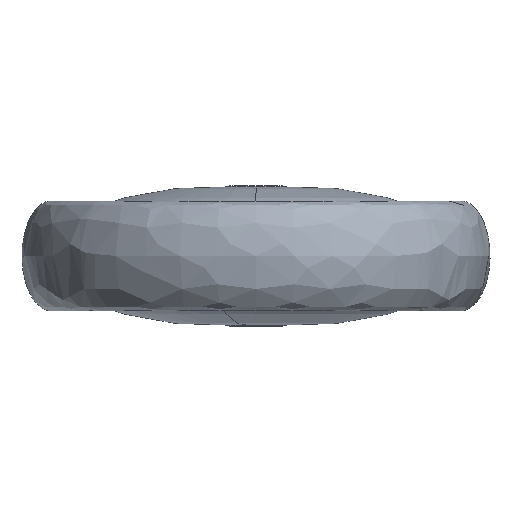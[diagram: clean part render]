
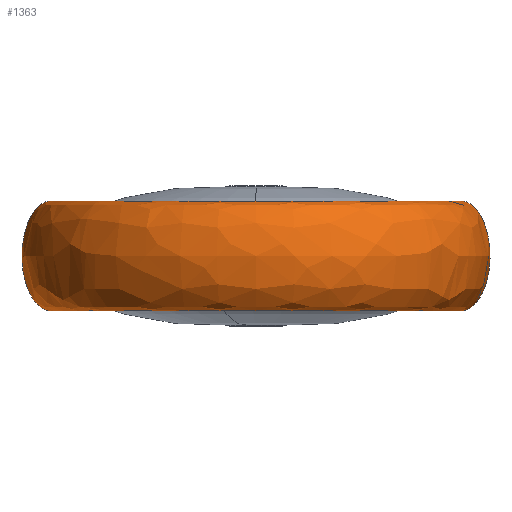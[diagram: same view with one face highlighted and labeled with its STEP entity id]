
A CAD part, left-side view. The second image highlights one B-rep face of the part: STEP entity #1363.
In plain terms, the highlighted free-form (B-spline) face has degree [3, 3] with [4, 4] control points.
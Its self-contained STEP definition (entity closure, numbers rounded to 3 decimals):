
#109 = CARTESIAN_POINT ( 'NONE',  ( -174.454, -87.5, 23.5 ) ) ;
#119 = CARTESIAN_POINT ( 'NONE',  ( 0.546, -87.5, 23.5 ) ) ;
#147 = CARTESIAN_POINT ( 'NONE',  ( 0.546, 112.5, -23.5 ) ) ;
#168 = CARTESIAN_POINT ( 'NONE',  ( -224.454, 112.5, 23.5 ) ) ;
#351 = DIRECTION ( 'NONE',  ( 0., 0., -1. ) ) ;
#548 = CARTESIAN_POINT ( 'NONE',  ( 0.546, -112.5, -23.5 ) ) ;
#677 = CARTESIAN_POINT ( 'NONE',  ( 0.546, 0., -23.5 ) ) ;
#947 = VERTEX_POINT ( 'NONE', #2224 ) ;
#949 = CARTESIAN_POINT ( 'NONE',  ( 0.546, -87.5, -23.5 ) ) ;
#956 = CARTESIAN_POINT ( 'NONE',  ( -224.454, 112.5, -23.5 ) ) ;
#985 = VERTEX_POINT ( 'NONE', #3227 ) ;
#1105 = CARTESIAN_POINT ( 'NONE',  ( 0.546, 112.5, 23.5 ) ) ;
#1231 = ORIENTED_EDGE ( 'NONE', *, *, #2925, .F. ) ;
#1363 = ADVANCED_FACE ( 'NONE', ( #2843 ), #3098, .T. ) ;
#1392 = VERTEX_POINT ( 'NONE', #3491 ) ;
#1742 = AXIS2_PLACEMENT_3D ( 'NONE', #2285, #1881, #3535 ) ;
#1761 = CARTESIAN_POINT ( 'NONE',  ( -174.454, 87.5, -23.5 ) ) ;
#1878 = VERTEX_POINT ( 'NONE', #4093 ) ;
#1881 = DIRECTION ( 'NONE',  ( 0., 0., -1. ) ) ;
#1951 = CARTESIAN_POINT ( 'NONE',  ( 0.546, 112.5, -23.5 ) ) ;
#2182 = CARTESIAN_POINT ( 'NONE',  ( 0.546, -87.5, 23.5 ) ) ;
#2224 = CARTESIAN_POINT ( 'NONE',  ( 0.546, 87.5, 23.5 ) ) ;
#2285 = CARTESIAN_POINT ( 'NONE',  ( 0.546, 0., 23.5 ) ) ;
#2296 =( BOUNDED_CURVE ( )  B_SPLINE_CURVE ( 3, ( #949, #4232, #2989, #119 ),
 .UNSPECIFIED., .F., .F. ) 
 B_SPLINE_CURVE_WITH_KNOTS ( ( 4, 4 ),
 ( 0., 1. ),
 .UNSPECIFIED. ) 
 CURVE ( )  GEOMETRIC_REPRESENTATION_ITEM ( )  RATIONAL_B_SPLINE_CURVE ( ( 1., 0.333, 0.333, 1. ) ) 
 REPRESENTATION_ITEM ( '' )  );
#2328 = DIRECTION ( 'NONE',  ( -1., 0., 0. ) ) ;
#2632 = EDGE_LOOP ( 'NONE', ( #3524, #4988, #3252, #1231 ) ) ;
#2661 = CARTESIAN_POINT ( 'NONE',  ( 0.546, -112.5, 23.5 ) ) ;
#2698 = AXIS2_PLACEMENT_3D ( 'NONE', #677, #351, #2328 ) ;
#2715 = CARTESIAN_POINT ( 'NONE',  ( -174.454, -87.5, -23.5 ) ) ;
#2729 = CIRCLE ( 'NONE', #1742, 87.5 ) ;
#2843 = FACE_OUTER_BOUND ( 'NONE', #2632, .T. ) ;
#2925 = EDGE_CURVE ( 'NONE', #1392, #947, #3718, .T. ) ;
#2989 = CARTESIAN_POINT ( 'NONE',  ( 0.546, -112.5, 23.5 ) ) ;
#3019 = CARTESIAN_POINT ( 'NONE',  ( 0.546, 87.5, 23.5 ) ) ;
#3072 = CARTESIAN_POINT ( 'NONE',  ( -224.454, -112.5, 23.5 ) ) ;
#3093 = CARTESIAN_POINT ( 'NONE',  ( 0.546, 112.5, 23.5 ) ) ;
#3098 =( BOUNDED_SURFACE ( )  B_SPLINE_SURFACE ( 3, 3, ( 
 ( #4350, #2715, #1761, #3882 ),
 ( #548, #4650, #956, #147 ),
 ( #2661, #3072, #168, #3093 ),
 ( #2182, #109, #4728, #3019 ) ),
 .UNSPECIFIED., .F., .F., .F. ) 
 B_SPLINE_SURFACE_WITH_KNOTS ( ( 4, 4 ),
 ( 4, 4 ),
 ( 0., 1. ),
 ( 0., 1. ),
 .UNSPECIFIED. ) 
 GEOMETRIC_REPRESENTATION_ITEM ( )  RATIONAL_B_SPLINE_SURFACE ( (
 ( 1., 0.333, 0.333, 1.),
 ( 0.333, 0.111, 0.111, 0.333),
 ( 0.333, 0.111, 0.111, 0.333),
 ( 1., 0.333, 0.333, 1.) ) ) 
 REPRESENTATION_ITEM ( '' )  SURFACE ( )  );
#3154 = CARTESIAN_POINT ( 'NONE',  ( 0.546, 87.5, -23.5 ) ) ;
#3227 = CARTESIAN_POINT ( 'NONE',  ( 0.546, -87.5, -23.5 ) ) ;
#3252 = ORIENTED_EDGE ( 'NONE', *, *, #3338, .T. ) ;
#3302 = EDGE_CURVE ( 'NONE', #985, #1878, #2296, .T. ) ;
#3338 = EDGE_CURVE ( 'NONE', #1878, #947, #2729, .T. ) ;
#3457 = EDGE_CURVE ( 'NONE', #985, #1392, #4784, .T. ) ;
#3491 = CARTESIAN_POINT ( 'NONE',  ( 0.546, 87.5, -23.5 ) ) ;
#3524 = ORIENTED_EDGE ( 'NONE', *, *, #3457, .F. ) ;
#3535 = DIRECTION ( 'NONE',  ( -1., 0., 0. ) ) ;
#3718 =( BOUNDED_CURVE ( )  B_SPLINE_CURVE ( 3, ( #3154, #1951, #1105, #4388 ),
 .UNSPECIFIED., .F., .F. ) 
 B_SPLINE_CURVE_WITH_KNOTS ( ( 4, 4 ),
 ( 0., 1. ),
 .UNSPECIFIED. ) 
 CURVE ( )  GEOMETRIC_REPRESENTATION_ITEM ( )  RATIONAL_B_SPLINE_CURVE ( ( 1., 0.333, 0.333, 1. ) ) 
 REPRESENTATION_ITEM ( '' )  );
#3882 = CARTESIAN_POINT ( 'NONE',  ( 0.546, 87.5, -23.5 ) ) ;
#4093 = CARTESIAN_POINT ( 'NONE',  ( 0.546, -87.5, 23.5 ) ) ;
#4232 = CARTESIAN_POINT ( 'NONE',  ( 0.546, -112.5, -23.5 ) ) ;
#4350 = CARTESIAN_POINT ( 'NONE',  ( 0.546, -87.5, -23.5 ) ) ;
#4388 = CARTESIAN_POINT ( 'NONE',  ( 0.546, 87.5, 23.5 ) ) ;
#4650 = CARTESIAN_POINT ( 'NONE',  ( -224.454, -112.5, -23.5 ) ) ;
#4728 = CARTESIAN_POINT ( 'NONE',  ( -174.454, 87.5, 23.5 ) ) ;
#4784 = CIRCLE ( 'NONE', #2698, 87.5 ) ;
#4988 = ORIENTED_EDGE ( 'NONE', *, *, #3302, .T. ) ;
